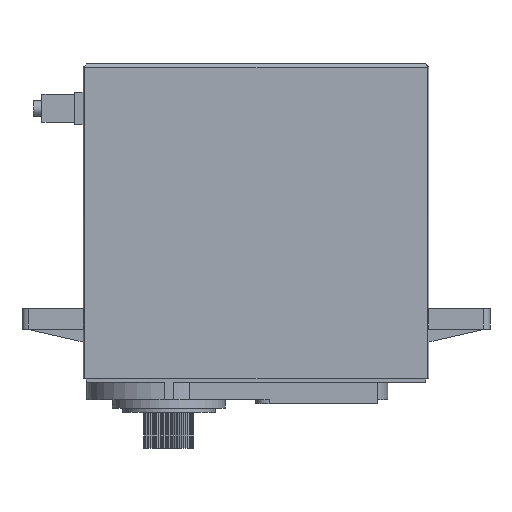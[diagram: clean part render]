
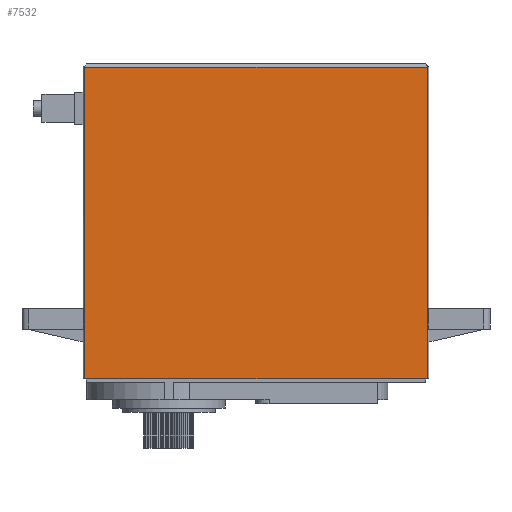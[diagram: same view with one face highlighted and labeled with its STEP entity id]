
A CAD part, front view. The second image highlights one B-rep face of the part: STEP entity #7532.
In plain terms, the highlighted planar face has unit normal (0, -1, 0).
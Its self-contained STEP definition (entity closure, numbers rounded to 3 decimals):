
#1170 = VERTEX_POINT ( 'NONE', #12464 ) ;
#3312 = CARTESIAN_POINT ( 'NONE',  ( -20., -10., 30.6 ) ) ;
#3940 = LINE ( 'NONE', #6396, #20586 ) ;
#4373 = ORIENTED_EDGE ( 'NONE', *, *, #17109, .T. ) ;
#5160 = CARTESIAN_POINT ( 'NONE',  ( 20.2, -10., -5.83 ) ) ;
#6016 = ORIENTED_EDGE ( 'NONE', *, *, #16503, .T. ) ;
#6117 = DIRECTION ( 'NONE',  ( -1., 0., 0. ) ) ;
#6396 = CARTESIAN_POINT ( 'NONE',  ( 20.2, -10., 30.6 ) ) ;
#6399 = VECTOR ( 'NONE', #18278, 1000. ) ;
#7532 = ADVANCED_FACE ( 'NONE', ( #16722 ), #18285, .F. ) ;
#8560 = DIRECTION ( 'NONE',  ( -1., 0., 0. ) ) ;
#8707 = DIRECTION ( 'NONE',  ( 0., 1., 0. ) ) ;
#9144 = LINE ( 'NONE', #13626, #16626 ) ;
#9348 = ORIENTED_EDGE ( 'NONE', *, *, #11917, .T. ) ;
#10297 = CARTESIAN_POINT ( 'NONE',  ( 20., -10., 31. ) ) ;
#10323 = VERTEX_POINT ( 'NONE', #15517 ) ;
#10467 = DIRECTION ( 'NONE',  ( 0., 0., -1. ) ) ;
#10636 = LINE ( 'NONE', #10297, #6399 ) ;
#11917 = EDGE_CURVE ( 'NONE', #1170, #16322, #3940, .T. ) ;
#12464 = CARTESIAN_POINT ( 'NONE',  ( 20., -10., 30.6 ) ) ;
#13013 = ORIENTED_EDGE ( 'NONE', *, *, #14342, .F. ) ;
#13105 = AXIS2_PLACEMENT_3D ( 'NONE', #18365, #8707, #8560 ) ;
#13626 = CARTESIAN_POINT ( 'NONE',  ( -20., -10., 31. ) ) ;
#14187 = VERTEX_POINT ( 'NONE', #17142 ) ;
#14342 = EDGE_CURVE ( 'NONE', #14187, #10323, #15081, .T. ) ;
#15059 = EDGE_LOOP ( 'NONE', ( #4373, #9348, #6016, #13013 ) ) ;
#15081 = LINE ( 'NONE', #5160, #16554 ) ;
#15517 = CARTESIAN_POINT ( 'NONE',  ( -20., -10., -5.83 ) ) ;
#16322 = VERTEX_POINT ( 'NONE', #3312 ) ;
#16503 = EDGE_CURVE ( 'NONE', #16322, #10323, #9144, .T. ) ;
#16554 = VECTOR ( 'NONE', #17893, 1000. ) ;
#16626 = VECTOR ( 'NONE', #10467, 1000. ) ;
#16722 = FACE_OUTER_BOUND ( 'NONE', #15059, .T. ) ;
#17109 = EDGE_CURVE ( 'NONE', #14187, #1170, #10636, .T. ) ;
#17142 = CARTESIAN_POINT ( 'NONE',  ( 20., -10., -5.83 ) ) ;
#17893 = DIRECTION ( 'NONE',  ( -1., 0., 0. ) ) ;
#18278 = DIRECTION ( 'NONE',  ( 0., 0., 1. ) ) ;
#18285 = PLANE ( 'NONE',  #13105 ) ;
#18365 = CARTESIAN_POINT ( 'NONE',  ( 20.2, -10., 31. ) ) ;
#20586 = VECTOR ( 'NONE', #6117, 1000. ) ;
